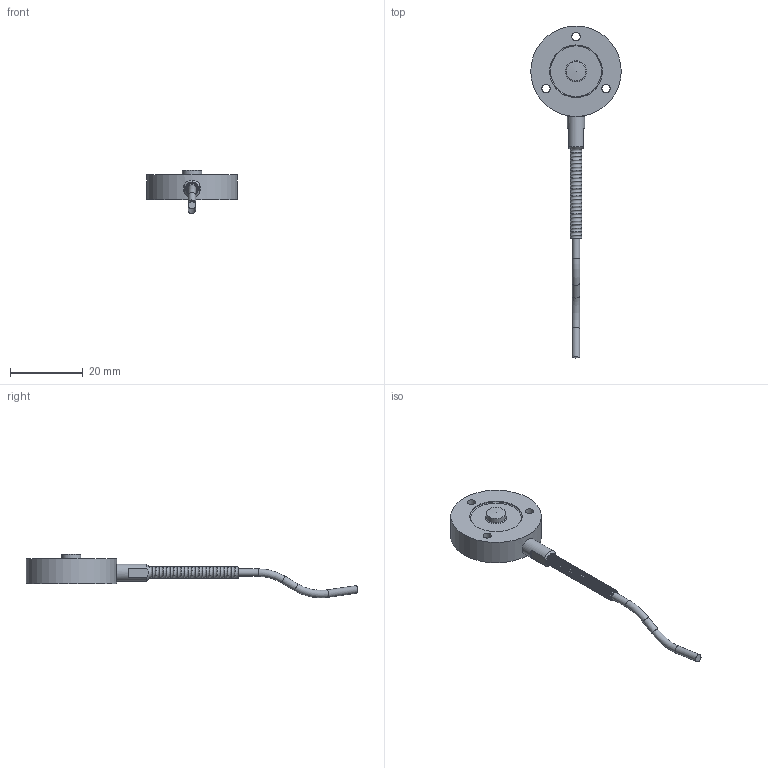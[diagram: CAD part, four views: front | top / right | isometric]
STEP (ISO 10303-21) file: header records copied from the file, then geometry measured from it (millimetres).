
FILE_DESCRIPTION((''),'2;1');
FILE_NAME('LLB350.stp','2010-11-11T15:47:44',('thomasl'),(''),'Autodesk Inventor 2008','Autodesk Inventor 2008','');
FILE_SCHEMA(('AUTOMOTIVE_DESIGN { 1 0 10303 214 1 1 1 1 }'));
Length unit declared in the file: inch
Products named in the file (2): LLB350; ~PART1
Assembly tree (1 placements, depth 2):
  LLB350
    ~PART1
Bounding box: 24.89 x 91.31 x 12.02 mm (x, y, z)
Volume: 3449.9 mm3; surface area: 2794.2 mm2
Topology: 1 solids, 8 shells, 141 faces, 324 edges, 191 vertices
Faces by surface type: bspline 78, plane 31, cylinder 25, torus 3, cone 3, sphere 1
Full cylindrical faces by diameter (mm): 1.943 x1, 2.06 x3, 2.083 x1, 2.261 x3, 2.794 x1, 3.023 x6, 3.048 x1, 3.175 x1, 4.699 x1, 5.334 x1, 14.478 x1, 15.748 x1, 16.002 x1, 24.892 x1
Entity records: 8724 total; most frequent: CARTESIAN_POINT 6312, DIRECTION 451, ORIENTED_EDGE 380, EDGE_LOOP 268, AXIS2_PLACEMENT_3D 209, EDGE_CURVE 190, VERTEX_POINT 165, CIRCLE 143
